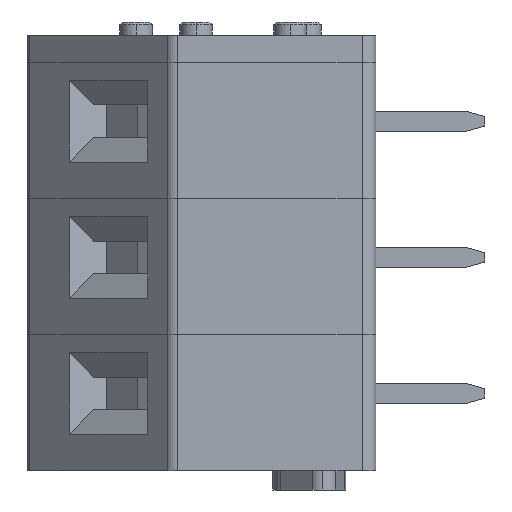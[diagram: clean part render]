
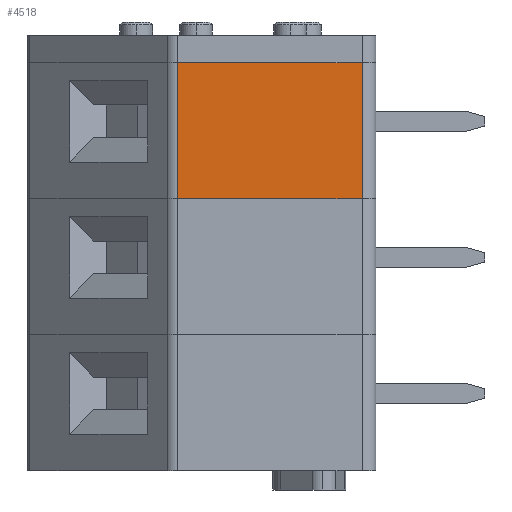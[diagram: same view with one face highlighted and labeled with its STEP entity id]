
A CAD part, left-side view. The second image highlights one B-rep face of the part: STEP entity #4518.
In plain terms, the highlighted planar face has unit normal (-1, 0, 0).
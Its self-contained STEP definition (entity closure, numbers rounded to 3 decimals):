
#944 = EDGE_CURVE ( 'NONE', #14087, #12600, #3760, .T. ) ;
#1179 = VERTEX_POINT ( 'NONE', #12059 ) ;
#1554 = EDGE_LOOP ( 'NONE', ( #13394, #16326, #3600, #9081 ) ) ;
#2027 = FACE_OUTER_BOUND ( 'NONE', #1554, .T. ) ;
#2107 = EDGE_CURVE ( 'NONE', #15541, #1179, #7926, .T. ) ;
#2746 = LINE ( 'NONE', #8550, #7112 ) ;
#3378 = DIRECTION ( 'NONE',  ( -1., 0., 0. ) ) ;
#3600 = ORIENTED_EDGE ( 'NONE', *, *, #9968, .F. ) ;
#3760 = LINE ( 'NONE', #3938, #14438 ) ;
#3938 = CARTESIAN_POINT ( 'NONE',  ( 0., 7.293, 5. ) ) ;
#4121 = AXIS2_PLACEMENT_3D ( 'NONE', #17163, #3378, #11988 ) ;
#4339 = LINE ( 'NONE', #12597, #11424 ) ;
#4518 = ADVANCED_FACE ( 'NONE', ( #2027 ), #6188, .T. ) ;
#5307 = DIRECTION ( 'NONE',  ( 0., -1., 0. ) ) ;
#6188 = PLANE ( 'NONE',  #4121 ) ;
#6255 = CARTESIAN_POINT ( 'NONE',  ( 0., 7.293, 5. ) ) ;
#7112 = VECTOR ( 'NONE', #15172, 1000. ) ;
#7358 = EDGE_CURVE ( 'NONE', #1179, #14087, #4339, .T. ) ;
#7926 = LINE ( 'NONE', #10840, #8683 ) ;
#8550 = CARTESIAN_POINT ( 'NONE',  ( 0., 7.293, 0. ) ) ;
#8683 = VECTOR ( 'NONE', #5307, 1000. ) ;
#8849 = CARTESIAN_POINT ( 'NONE',  ( 0., 7.293, 0. ) ) ;
#9081 = ORIENTED_EDGE ( 'NONE', *, *, #2107, .T. ) ;
#9472 = DIRECTION ( 'NONE',  ( 0., 1., 0. ) ) ;
#9968 = EDGE_CURVE ( 'NONE', #15541, #12600, #2746, .T. ) ;
#10840 = CARTESIAN_POINT ( 'NONE',  ( 0., 7.293, 0. ) ) ;
#11032 = CARTESIAN_POINT ( 'NONE',  ( 0., 0.5, 5. ) ) ;
#11236 = DIRECTION ( 'NONE',  ( 0., 0., 1. ) ) ;
#11424 = VECTOR ( 'NONE', #11236, 1000. ) ;
#11988 = DIRECTION ( 'NONE',  ( 0., -1., 0. ) ) ;
#12059 = CARTESIAN_POINT ( 'NONE',  ( 0., 0.5, 0. ) ) ;
#12597 = CARTESIAN_POINT ( 'NONE',  ( 0., 0.5, 0. ) ) ;
#12600 = VERTEX_POINT ( 'NONE', #6255 ) ;
#13394 = ORIENTED_EDGE ( 'NONE', *, *, #7358, .T. ) ;
#14087 = VERTEX_POINT ( 'NONE', #11032 ) ;
#14438 = VECTOR ( 'NONE', #9472, 1000. ) ;
#15172 = DIRECTION ( 'NONE',  ( 0., 0., 1. ) ) ;
#15541 = VERTEX_POINT ( 'NONE', #8849 ) ;
#16326 = ORIENTED_EDGE ( 'NONE', *, *, #944, .T. ) ;
#17163 = CARTESIAN_POINT ( 'NONE',  ( 0., 7.293, 0. ) ) ;
